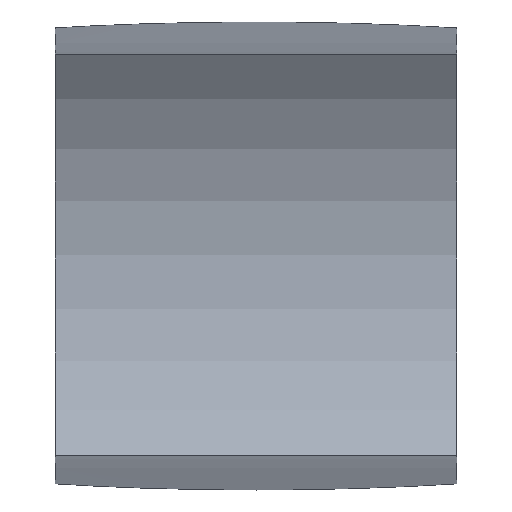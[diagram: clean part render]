
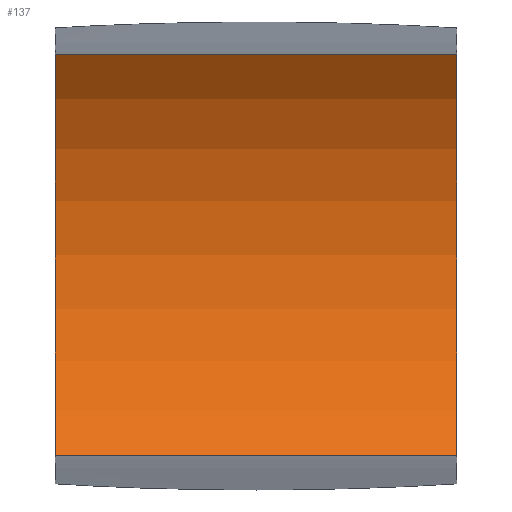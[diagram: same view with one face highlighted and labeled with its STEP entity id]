
A CAD part, top view. The second image highlights one B-rep face of the part: STEP entity #137.
In plain terms, the highlighted cylindrical face has radius 48.5 mm (diameter 97 mm), a partial arc.
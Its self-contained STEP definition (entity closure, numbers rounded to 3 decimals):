
#54=FACE_OUTER_BOUND('',#60,.T.);
#60=EDGE_LOOP('',(#121,#122,#123,#124));
#62=LINE('',#268,#64);
#63=LINE('',#301,#65);
#64=VECTOR('',#192,10.);
#65=VECTOR('',#215,10.);
#70=CIRCLE('',#165,48.5);
#72=CIRCLE('',#169,48.5);
#81=VERTEX_POINT('',#265);
#82=VERTEX_POINT('',#267);
#84=VERTEX_POINT('',#273);
#87=VERTEX_POINT('',#297);
#91=EDGE_CURVE('',#82,#81,#62,.T.);
#95=EDGE_CURVE('',#84,#81,#70,.T.);
#99=EDGE_CURVE('',#87,#82,#72,.T.);
#101=EDGE_CURVE('',#87,#84,#63,.T.);
#121=ORIENTED_EDGE('',*,*,#95,.F.);
#122=ORIENTED_EDGE('',*,*,#101,.F.);
#123=ORIENTED_EDGE('',*,*,#99,.T.);
#124=ORIENTED_EDGE('',*,*,#91,.T.);
#131=CYLINDRICAL_SURFACE('',#171,48.5);
#137=ADVANCED_FACE('',(#54),#131,.F.);
#165=AXIS2_PLACEMENT_3D('',#275,#201,#202);
#169=AXIS2_PLACEMENT_3D('',#298,#209,#210);
#171=AXIS2_PLACEMENT_3D('',#300,#213,#214);
#192=DIRECTION('',(1.,0.,0.));
#201=DIRECTION('center_axis',(-1.,0.,0.));
#202=DIRECTION('ref_axis',(0.,-1.,0.));
#209=DIRECTION('center_axis',(-1.,0.,0.));
#210=DIRECTION('ref_axis',(0.,1.,0.));
#213=DIRECTION('center_axis',(1.,0.,0.));
#214=DIRECTION('ref_axis',(0.,-1.,0.));
#215=DIRECTION('',(1.,0.,0.));
#265=CARTESIAN_POINT('',(30.,-30.,-38.108));
#267=CARTESIAN_POINT('',(-30.,-30.,-38.108));
#268=CARTESIAN_POINT('',(0.,-30.,-38.108));
#273=CARTESIAN_POINT('',(30.,30.,-38.108));
#275=CARTESIAN_POINT('Origin',(30.,0.,0.));
#297=CARTESIAN_POINT('',(-30.,30.,-38.108));
#298=CARTESIAN_POINT('Origin',(-30.,0.,0.));
#300=CARTESIAN_POINT('Origin',(0.,0.,0.));
#301=CARTESIAN_POINT('',(0.,30.,-38.108));
